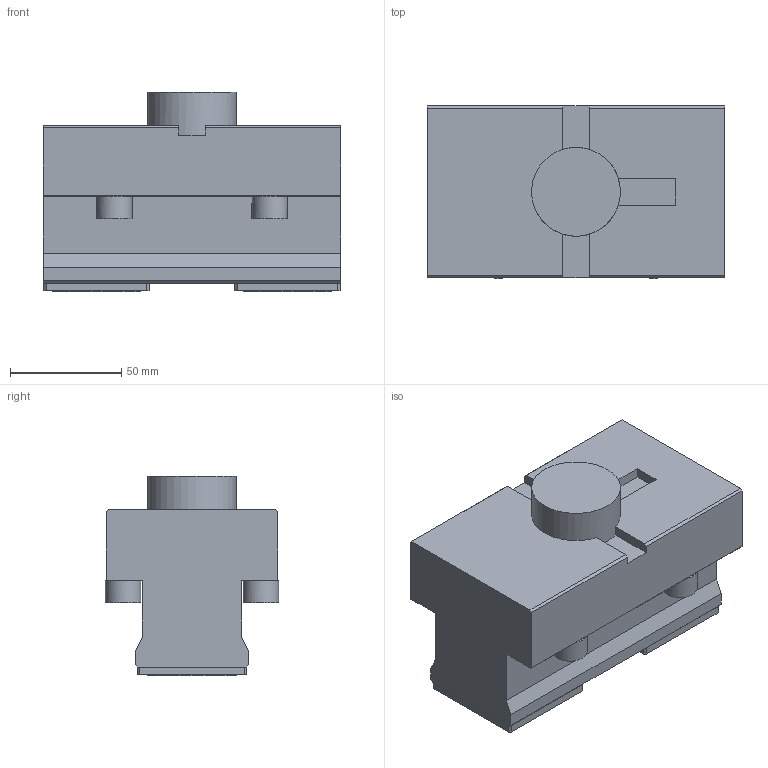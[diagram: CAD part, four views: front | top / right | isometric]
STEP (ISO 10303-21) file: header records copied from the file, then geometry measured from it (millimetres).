
FILE_DESCRIPTION(/* description */ (''),/* implementation_level */ '2;1');
FILE_NAME(/* name */ '1577083204716.stp',/* time_stamp */ '2019-12-23T12:10:17+06:00',/* author */ (''),/* organization */ ('SMS'),/* preprocessor_version */ 'ST-DEVELOPER v16.7',/* originating_system */ 'SIEMENS PLM Software NX 12.0',/* authorisation */ '');
FILE_SCHEMA (('AUTOMOTIVE_DESIGN { 1 0 10303 214 3 1 1 1 }'));
Length unit declared in the file: millimetre
Products named in the file (1): 201702179mod000_01
Bounding box: 134 x 78 x 90 mm (x, y, z)
Volume: 588235.6 mm3; surface area: 59186.4 mm2
Topology: 1 solids, 1 shells, 93 faces, 241 edges, 160 vertices
Faces by surface type: plane 72, cone 12, cylinder 9
Full cylindrical faces by diameter (mm): 2.5 x2, 16 x4, 40 x1, 40.013 x2
Entity records: 2896 total; most frequent: CARTESIAN_POINT 590, DIRECTION 468, ORIENTED_EDGE 450, EDGE_CURVE 225, LINE 174, VECTOR 174, VERTEX_POINT 149, AXIS2_PLACEMENT_3D 147
